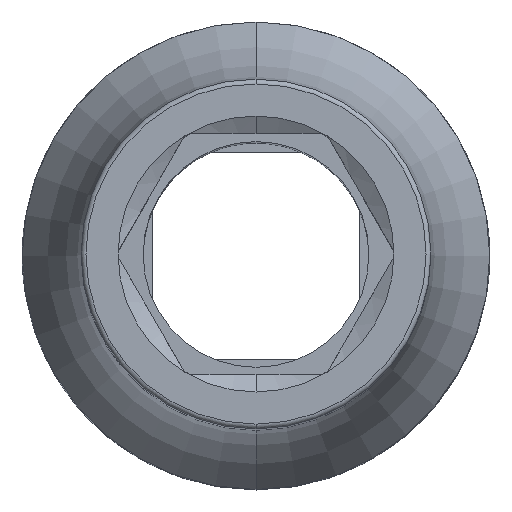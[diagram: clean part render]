
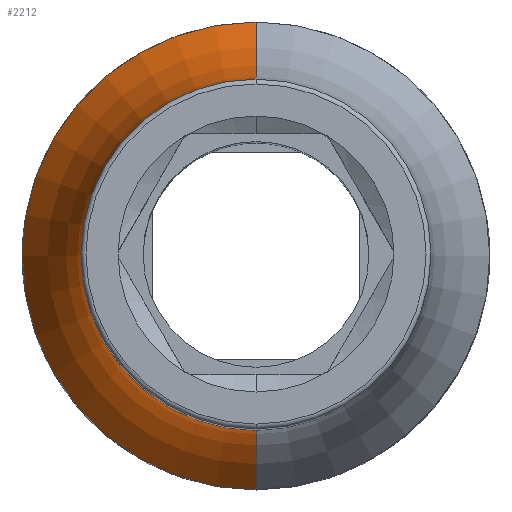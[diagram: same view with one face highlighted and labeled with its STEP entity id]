
A CAD part, top view. The second image highlights one B-rep face of the part: STEP entity #2212.
In plain terms, the highlighted toroidal (fillet/blend) face has major radius 30.85 mm and minor radius 20 mm.
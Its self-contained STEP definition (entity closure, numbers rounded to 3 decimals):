
#817=CARTESIAN_POINT('',(0.,0.,30.019));
#818=DIRECTION('',(0.,0.,1.));
#819=DIRECTION('',(0.,1.,0.));
#820=AXIS2_PLACEMENT_3D('',#817,#818,#819);
#832=CARTESIAN_POINT('',(0.,30.85,30.019));
#833=DIRECTION('',(-1.,0.,0.));
#834=DIRECTION('',(0.,-0.818,-0.576));
#835=AXIS2_PLACEMENT_3D('',#832,#833,#834);
#840=CARTESIAN_POINT('',(0.,-30.85,30.019));
#841=DIRECTION('',(1.,0.,0.));
#842=DIRECTION('',(0.,0.818,-0.576));
#843=AXIS2_PLACEMENT_3D('',#840,#841,#842);
#848=CARTESIAN_POINT('',(0.,0.,18.5));
#849=DIRECTION('',(0.,0.,1.));
#850=DIRECTION('',(0.,1.,0.));
#851=AXIS2_PLACEMENT_3D('',#848,#849,#850);
#1465=CARTESIAN_POINT('',(0.,14.5,18.5));
#1467=VERTEX_POINT('',#1465);
#1469=CARTESIAN_POINT('',(0.,-14.5,18.5));
#1471=VERTEX_POINT('',#1469);
#1572=CARTESIAN_POINT('',(0.,10.85,30.019));
#1573=VERTEX_POINT('',#1572);
#1574=CARTESIAN_POINT('',(0.,-10.85,30.019));
#1575=VERTEX_POINT('',#1574);
#2198=CARTESIAN_POINT('',(0.,0.,30.019));
#2199=DIRECTION('',(0.,0.,-1.));
#2200=DIRECTION('',(0.,-1.,0.));
#2201=AXIS2_PLACEMENT_3D('',#2198,#2199,#2200);
#2202=TOROIDAL_SURFACE('',#2201,30.85,20.);
#2204=ORIENTED_EDGE('',*,*,#2203,.T.);
#2205=ORIENTED_EDGE('',*,*,#2192,.T.);
#2207=ORIENTED_EDGE('',*,*,#2206,.F.);
#2209=ORIENTED_EDGE('',*,*,#2208,.F.);
#2210=EDGE_LOOP('',(#2204,#2205,#2207,#2209));
#2211=FACE_OUTER_BOUND('',#2210,.F.);
#2212=ADVANCED_FACE('',(#2211),#2202,.F.);
#821=CIRCLE('',#820,10.85);
#836=CIRCLE('',#835,20.);
#844=CIRCLE('',#843,20.);
#852=CIRCLE('',#851,14.5);
#2192=EDGE_CURVE('',#1573,#1575,#821,.T.);
#2203=EDGE_CURVE('',#1467,#1573,#836,.T.);
#2206=EDGE_CURVE('',#1471,#1575,#844,.T.);
#2208=EDGE_CURVE('',#1467,#1471,#852,.T.);
